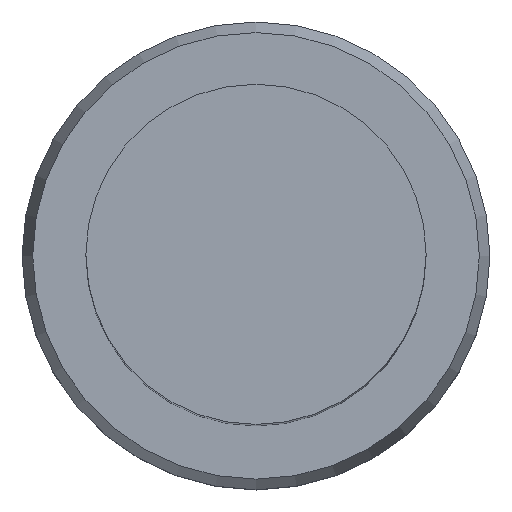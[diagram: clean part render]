
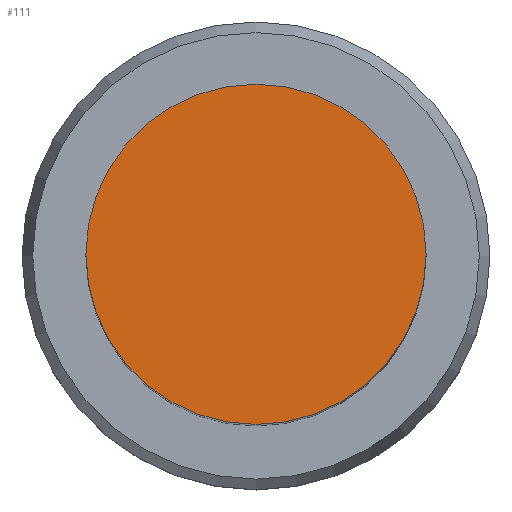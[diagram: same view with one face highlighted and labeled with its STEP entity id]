
A CAD part, top view. The second image highlights one B-rep face of the part: STEP entity #111.
In plain terms, the highlighted planar face has unit normal (0, 0, 1).
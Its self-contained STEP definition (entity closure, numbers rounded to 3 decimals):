
#111=ADVANCED_FACE('240[2]',(#230),#231,.T.);
#113=EDGE_CURVE('240[2]',#233,#233,#234,.T.);
#230=FACE_OUTER_BOUND('',#369,.T.);
#231=PLANE('',#370);
#233=VERTEX_POINT('',#373);
#234=CIRCLE('',#374,8.0);
#369=EDGE_LOOP('',(#492));
#370=AXIS2_PLACEMENT_3D('',#493,#494,#495);
#373=CARTESIAN_POINT('',(0.,8.,247.5));
#374=AXIS2_PLACEMENT_3D('',#496,#497,#498);
#492=ORIENTED_EDGE('',*,*,#113,.F.);
#493=CARTESIAN_POINT('',(0.,4.,247.5));
#494=DIRECTION('',(0.,0.,1.0));
#495=DIRECTION('',(1.0,0.,0.0));
#496=CARTESIAN_POINT('',(0.,0.,247.5));
#497=DIRECTION('',(0.,0.,-1.0));
#498=DIRECTION('',(0.,1.0,0.));
